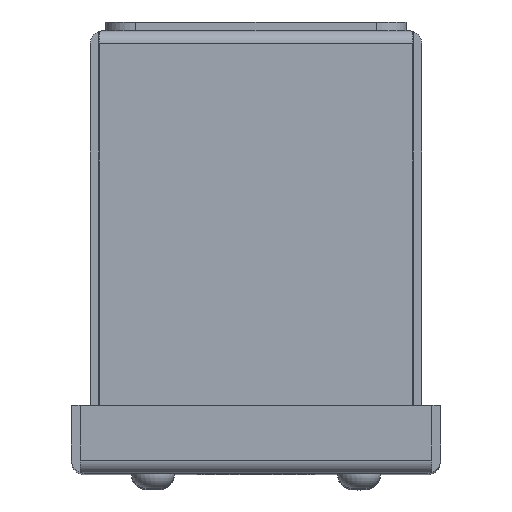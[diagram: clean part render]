
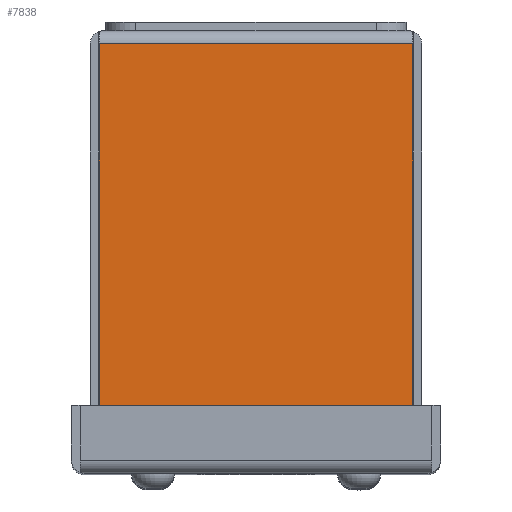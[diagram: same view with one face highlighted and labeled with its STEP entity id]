
A CAD part, top view. The second image highlights one B-rep face of the part: STEP entity #7838.
In plain terms, the highlighted planar face has unit normal (0, 0, 1).
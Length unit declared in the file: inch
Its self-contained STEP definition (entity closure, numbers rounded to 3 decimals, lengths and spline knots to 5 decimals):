
#1183 = DIRECTION ( 'NONE',  ( -1., 0., 0. ) ) ;
#1298 = VECTOR ( 'NONE', #16846, 39.37008 ) ;
#1370 = VERTEX_POINT ( 'NONE', #8141 ) ;
#2329 = CARTESIAN_POINT ( 'NONE',  ( -1.267, -0.108, 3.5 ) ) ;
#2387 = CARTESIAN_POINT ( 'NONE',  ( 9.031, 0., 3.5 ) ) ;
#2396 = CARTESIAN_POINT ( 'NONE',  ( 9.031, -3.392, 3.5 ) ) ;
#2982 = CARTESIAN_POINT ( 'NONE',  ( -1.30221, 39.37008, 3.5 ) ) ;
#3572 = EDGE_CURVE ( 'NONE', #15279, #1370, #12187, .T. ) ;
#3621 = LINE ( 'NONE', #2329, #9240 ) ;
#4325 = DIRECTION ( 'NONE',  ( 0., -1., 0. ) ) ;
#4361 = EDGE_CURVE ( 'NONE', #7865, #1370, #8940, .T. ) ;
#4388 = CARTESIAN_POINT ( 'NONE',  ( 1.30221, -0.108, 3.5 ) ) ;
#4669 = ORIENTED_EDGE ( 'NONE', *, *, #15465, .F. ) ;
#4807 = VECTOR ( 'NONE', #15892, 39.37008 ) ;
#5145 = FACE_OUTER_BOUND ( 'NONE', #12921, .T. ) ;
#7332 = AXIS2_PLACEMENT_3D ( 'NONE', #2387, #16840, #1183 ) ;
#7699 = EDGE_CURVE ( 'NONE', #15279, #10555, #3621, .T. ) ;
#7838 = ADVANCED_FACE ( 'NONE', ( #5145 ), #15645, .F. ) ;
#7865 = VERTEX_POINT ( 'NONE', #11686 ) ;
#7968 = VECTOR ( 'NONE', #4325, 39.37008 ) ;
#8141 = CARTESIAN_POINT ( 'NONE',  ( -1.30221, -3.392, 3.5 ) ) ;
#8371 = LINE ( 'NONE', #10703, #7968 ) ;
#8940 = LINE ( 'NONE', #2396, #1298 ) ;
#9115 = ORIENTED_EDGE ( 'NONE', *, *, #3572, .T. ) ;
#9132 = DIRECTION ( 'NONE',  ( 1., 0., 0. ) ) ;
#9150 = CARTESIAN_POINT ( 'NONE',  ( -1.30221, -0.108, 3.5 ) ) ;
#9240 = VECTOR ( 'NONE', #9132, 39.37008 ) ;
#10555 = VERTEX_POINT ( 'NONE', #4388 ) ;
#10703 = CARTESIAN_POINT ( 'NONE',  ( 1.30221, 39.37008, 3.5 ) ) ;
#11686 = CARTESIAN_POINT ( 'NONE',  ( 1.30221, -3.392, 3.5 ) ) ;
#12187 = LINE ( 'NONE', #2982, #4807 ) ;
#12921 = EDGE_LOOP ( 'NONE', ( #16043, #4669, #14900, #9115 ) ) ;
#14900 = ORIENTED_EDGE ( 'NONE', *, *, #7699, .F. ) ;
#15279 = VERTEX_POINT ( 'NONE', #9150 ) ;
#15465 = EDGE_CURVE ( 'NONE', #10555, #7865, #8371, .T. ) ;
#15645 = PLANE ( 'NONE',  #7332 ) ;
#15892 = DIRECTION ( 'NONE',  ( 0., -1., 0. ) ) ;
#16043 = ORIENTED_EDGE ( 'NONE', *, *, #4361, .F. ) ;
#16840 = DIRECTION ( 'NONE',  ( 0., 0., -1. ) ) ;
#16846 = DIRECTION ( 'NONE',  ( -1., 0., 0. ) ) ;
